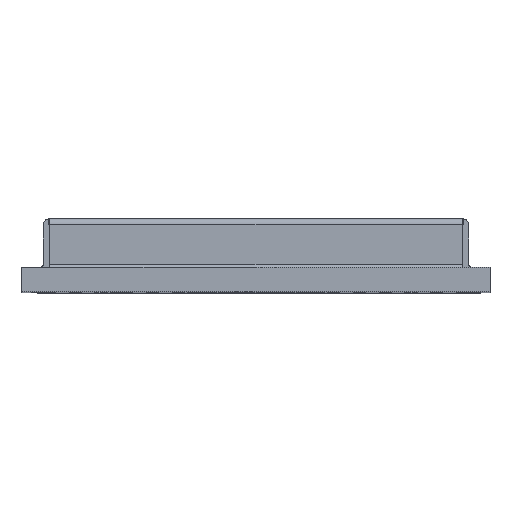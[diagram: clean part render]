
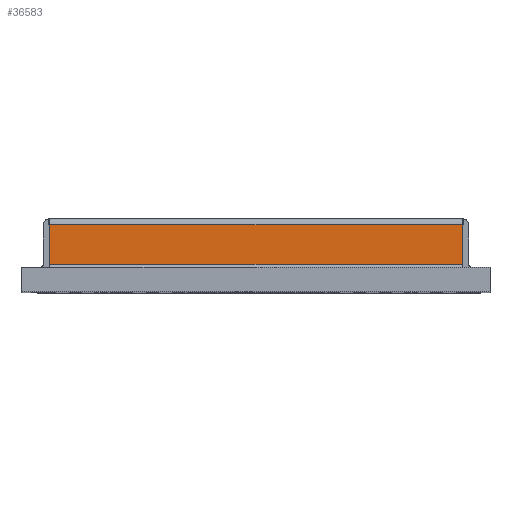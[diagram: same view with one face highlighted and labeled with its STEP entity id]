
A CAD part, top view. The second image highlights one B-rep face of the part: STEP entity #36583.
In plain terms, the highlighted planar face has unit normal (0, 0, 1).
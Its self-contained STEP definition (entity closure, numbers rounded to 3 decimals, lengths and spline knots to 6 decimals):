
#4840=LINE('',#63865,#9569);
#4849=LINE('',#63922,#9578);
#4875=LINE('',#64045,#9604);
#4876=LINE('',#64046,#9605);
#9569=VECTOR('',#47442,1.);
#9578=VECTOR('',#47479,1.);
#9604=VECTOR('',#47549,1.);
#9605=VECTOR('',#47550,1.);
#18007=ORIENTED_EDGE('',*,*,#24982,.T.);
#18008=ORIENTED_EDGE('',*,*,#24916,.T.);
#18009=ORIENTED_EDGE('',*,*,#24983,.F.);
#18010=ORIENTED_EDGE('',*,*,#24936,.T.);
#24916=EDGE_CURVE('',#28414,#28416,#4840,.T.);
#24936=EDGE_CURVE('',#28437,#28435,#4849,.T.);
#24982=EDGE_CURVE('',#28435,#28414,#4875,.T.);
#24983=EDGE_CURVE('',#28437,#28416,#4876,.T.);
#28414=VERTEX_POINT('',#63860);
#28416=VERTEX_POINT('',#63864);
#28435=VERTEX_POINT('',#63920);
#28437=VERTEX_POINT('',#63923);
#30701=EDGE_LOOP('',(#18007,#18008,#18009,#18010));
#32720=FACE_BOUND('',#30701,.T.);
#34552=PLANE('',#39570);
#36583=ADVANCED_FACE('',(#32720),#34552,.F.);
#39570=AXIS2_PLACEMENT_3D('',#64044,#47547,#47548);
#47442=DIRECTION('',(1.,0.,0.));
#47479=DIRECTION('',(-1.,0.,0.));
#47547=DIRECTION('',(0.,0.,-1.));
#47548=DIRECTION('',(-1.,0.,0.));
#47549=DIRECTION('',(0.,-1.,0.));
#47550=DIRECTION('',(0.,-1.,0.));
#63860=CARTESIAN_POINT('',(-0.00678,0.0009,0.00975));
#63864=CARTESIAN_POINT('',(0.00678,0.0009,0.00975));
#63865=CARTESIAN_POINT('',(0.00678,0.0009,0.00975));
#63920=CARTESIAN_POINT('',(-0.00678,0.0022,0.00975));
#63922=CARTESIAN_POINT('',(-0.00678,0.0022,0.00975));
#63923=CARTESIAN_POINT('',(0.00678,0.0022,0.00975));
#64044=CARTESIAN_POINT('',(-0.00678,0.0022,0.00975));
#64045=CARTESIAN_POINT('',(-0.00678,0.0022,0.00975));
#64046=CARTESIAN_POINT('',(0.00678,0.0022,0.00975));
